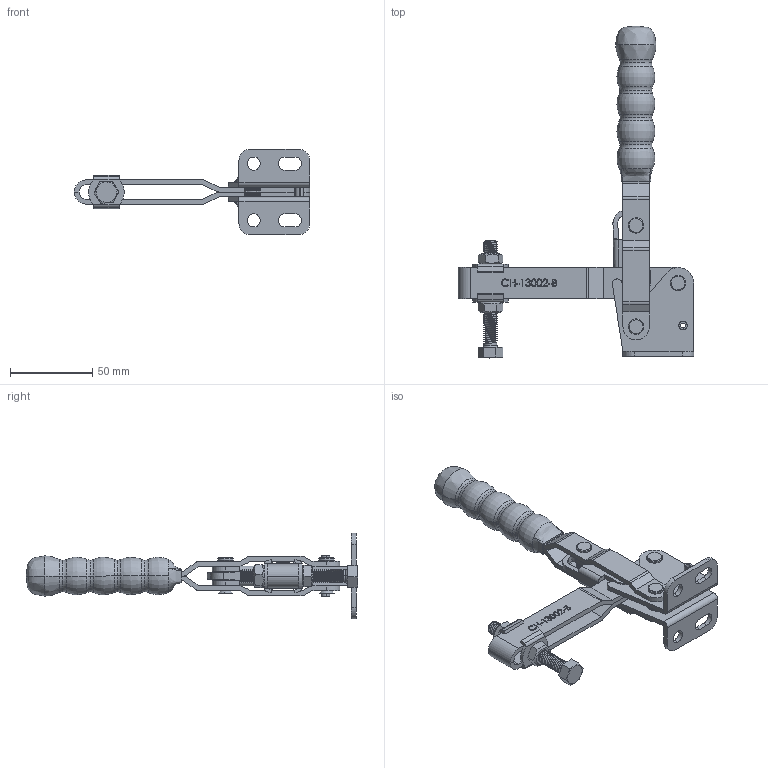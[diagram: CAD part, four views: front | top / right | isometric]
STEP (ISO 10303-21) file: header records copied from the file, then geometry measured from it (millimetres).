
FILE_DESCRIPTION (( 'STEP AP203' ), '1' );
FILE_NAME ('CH-13002-B.STEP', '2010-06-05T02:37:21', ( '微软用户' ), ( '微软中国' ), 'SwSTEP 2.0', 'SolidWorks 2008', '' );
FILE_SCHEMA (( 'CONFIG_CONTROL_DESIGN' ));
Products named in the file (14): CH-13002-B-07_默认; CH-13002-B-03 HANDLE_默认; M8 Nut_默认; CH-FW-516_默认; CH-13002-B-09_默认; CH-13002-B; CH-13002-B-01 FLANGED BASE_默认; CH-13002-B-02 U-BAR_默认; CH-13002-B-10_默认; CH-13002-B-05_默认; CH-13002-B-06_默认; CH-13002-B-08_默认; CH-SA-086512 SPINDLE SUPPLIED_默认; CH-13002-B-04 CONNECTING-PLATE_默认
Assembly tree (19 placements, depth 2):
  CH-13002-B
    CH-SA-086512 SPINDLE SUPPLIED_默认
    CH-13002-B-06_默认  x2
    CH-13002-B-08_默认  x2
    CH-FW-516_默认  x2
    CH-13002-B-10_默认
    CH-13002-B-05_默认  x2
    CH-13002-B-01 FLANGED BASE_默认
    CH-13002-B-04 CONNECTING-PLATE_默认
    M8 Nut_默认  x2
    CH-13002-B-09_默认  x2
    CH-13002-B-03 HANDLE_默认
    CH-13002-B-02 U-BAR_默认
    CH-13002-B-07_默认
Bounding box: 143.03 x 201.69 x 52 mm (x, y, z)
Volume: 89432.7 mm3; surface area: 66086.4 mm2
Topology: 22 solids, 22 shells, 2768 faces, 6736 edges, 4042 vertices
Faces by surface type: plane 1567, cylinder 901, bspline 204, cone 70, torus 26
Entity records: 66771 total; most frequent: CARTESIAN_POINT 24808, ORIENTED_EDGE 8690, DIRECTION 8106, EDGE_CURVE 4345, AXIS2_PLACEMENT_3D 2861, VERTEX_POINT 2668, VECTOR 2384, LINE 2384
